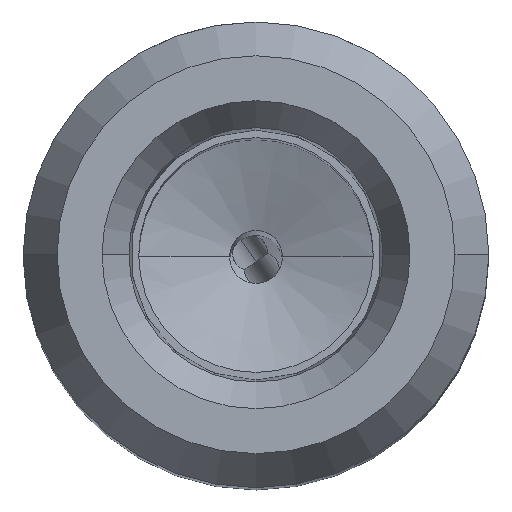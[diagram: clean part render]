
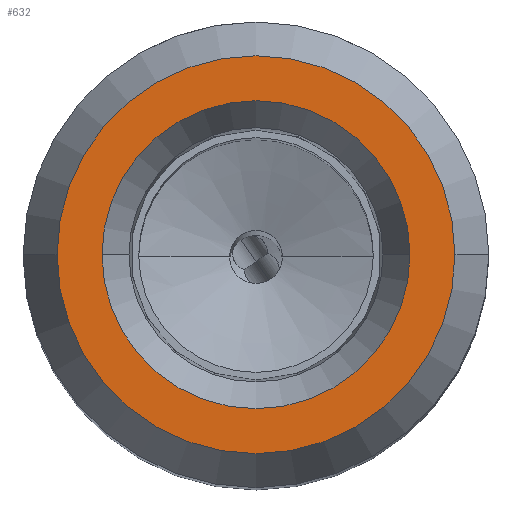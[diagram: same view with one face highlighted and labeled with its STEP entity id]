
A CAD part, top view. The second image highlights one B-rep face of the part: STEP entity #632.
In plain terms, the highlighted planar face has unit normal (0, 0, 1).
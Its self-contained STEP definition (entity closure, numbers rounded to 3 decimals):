
#59=FACE_BOUND('',#1117,.T.);
#60=FACE_BOUND('',#1118,.T.);
#91=PLANE('',#4740);
#632=ADVANCED_FACE('',(#59,#60),#91,.T.);
#1117=EDGE_LOOP('',(#2278,#2279));
#1118=EDGE_LOOP('',(#2280,#2281));
#2278=ORIENTED_EDGE('',*,*,#3978,.T.);
#2279=ORIENTED_EDGE('',*,*,#3979,.T.);
#2280=ORIENTED_EDGE('',*,*,#3980,.T.);
#2281=ORIENTED_EDGE('',*,*,#3981,.T.);
#3389=VERTEX_POINT('',#10391);
#3390=VERTEX_POINT('',#10393);
#3391=VERTEX_POINT('',#10399);
#3392=VERTEX_POINT('',#10400);
#3978=EDGE_CURVE('',#3389,#3390,#4408,.T.);
#3979=EDGE_CURVE('',#3390,#3389,#4409,.T.);
#3980=EDGE_CURVE('',#3391,#3392,#4410,.T.);
#3981=EDGE_CURVE('',#3392,#3391,#4411,.T.);
#4408=CIRCLE('',#4734,5.25);
#4409=CIRCLE('',#4736,5.25);
#4410=CIRCLE('',#4738,6.783);
#4411=CIRCLE('',#4739,6.783);
#4734=AXIS2_PLACEMENT_3D('',#10394,#5303,#5304);
#4736=AXIS2_PLACEMENT_3D('',#10396,#5307,#5308);
#4738=AXIS2_PLACEMENT_3D('',#10398,#5311,#5312);
#4739=AXIS2_PLACEMENT_3D('',#10401,#5313,#5314);
#4740=AXIS2_PLACEMENT_3D('',#10402,#5315,#5316);
#5303=DIRECTION('',(0.,0.,-1.));
#5304=DIRECTION('',(-1.,0.,0.));
#5307=DIRECTION('',(0.,0.,-1.));
#5308=DIRECTION('',(1.,0.,0.));
#5311=DIRECTION('',(0.,0.,1.));
#5312=DIRECTION('',(-1.,0.,0.));
#5313=DIRECTION('',(0.,0.,1.));
#5314=DIRECTION('',(1.,0.,0.));
#5315=DIRECTION('',(0.,0.,1.));
#5316=DIRECTION('',(-1.,0.,0.));
#10391=CARTESIAN_POINT('',(-5.25,0.,24.5));
#10393=CARTESIAN_POINT('',(5.25,0.,24.5));
#10394=CARTESIAN_POINT('',(0.,0.,24.5));
#10396=CARTESIAN_POINT('',(0.,0.,24.5));
#10398=CARTESIAN_POINT('',(0.,0.,24.5));
#10399=CARTESIAN_POINT('',(-6.783,0.,24.5));
#10400=CARTESIAN_POINT('',(6.783,0.,24.5));
#10401=CARTESIAN_POINT('',(0.,0.,24.5));
#10402=CARTESIAN_POINT('',(0.,0.,24.5));
